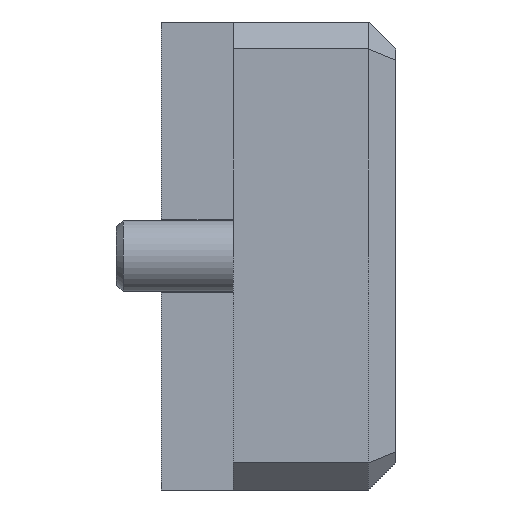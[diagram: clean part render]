
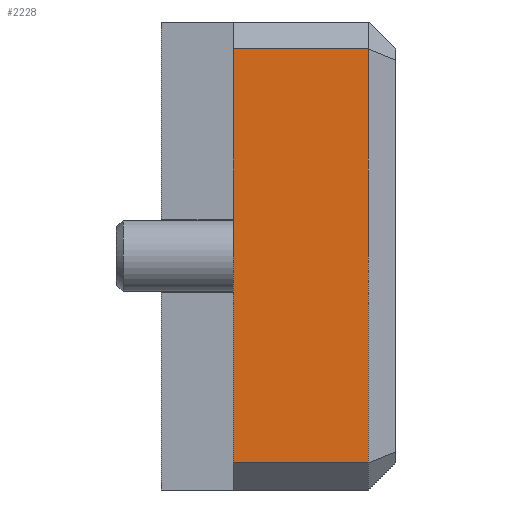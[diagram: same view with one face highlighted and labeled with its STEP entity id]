
A CAD part, left-side view. The second image highlights one B-rep face of the part: STEP entity #2228.
In plain terms, the highlighted planar face has unit normal (-1, 0, 0).
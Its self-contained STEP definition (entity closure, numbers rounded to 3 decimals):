
#145=LINE('',#3458,#324);
#217=LINE('',#3745,#396);
#230=LINE('',#3776,#409);
#231=LINE('',#3777,#410);
#324=VECTOR('',#2725,1.);
#396=VECTOR('',#3075,1.);
#409=VECTOR('',#3106,1.);
#410=VECTOR('',#3107,1.);
#617=FACE_OUTER_BOUND('',#788,.T.);
#788=EDGE_LOOP('',(#1883,#1884,#1885,#1886));
#1020=VERTEX_POINT('',#3455);
#1021=VERTEX_POINT('',#3457);
#1097=VERTEX_POINT('',#3742);
#1106=VERTEX_POINT('',#3775);
#1221=EDGE_CURVE('',#1020,#1021,#145,.F.);
#1363=EDGE_CURVE('',#1021,#1097,#217,.T.);
#1379=EDGE_CURVE('',#1106,#1020,#230,.T.);
#1380=EDGE_CURVE('',#1097,#1106,#231,.T.);
#1883=ORIENTED_EDGE('',*,*,#1221,.F.);
#1884=ORIENTED_EDGE('',*,*,#1379,.F.);
#1885=ORIENTED_EDGE('',*,*,#1380,.F.);
#1886=ORIENTED_EDGE('',*,*,#1363,.F.);
#2093=PLANE('',#2489);
#2228=ADVANCED_FACE('',(#617),#2093,.T.);
#2489=AXIS2_PLACEMENT_3D('',#3774,#3104,#3105);
#2725=DIRECTION('',(0.,0.,-1.));
#3075=DIRECTION('',(0.,-1.,0.));
#3104=DIRECTION('center_axis',(-1.,0.,0.));
#3105=DIRECTION('ref_axis',(0.,0.,1.));
#3106=DIRECTION('',(0.,1.,0.));
#3107=DIRECTION('',(0.,0.,-1.));
#3455=CARTESIAN_POINT('',(-129.,0.,-23.));
#3457=CARTESIAN_POINT('',(-129.,0.,23.));
#3458=CARTESIAN_POINT('',(-129.,0.,-12.95));
#3742=CARTESIAN_POINT('',(-129.,-15.,23.));
#3745=CARTESIAN_POINT('',(-129.,0.,23.));
#3774=CARTESIAN_POINT('Origin',(-129.,0.,4.1));
#3775=CARTESIAN_POINT('',(-129.,-15.,-23.));
#3776=CARTESIAN_POINT('',(-129.,0.,-23.));
#3777=CARTESIAN_POINT('',(-129.,-15.,1.8));
